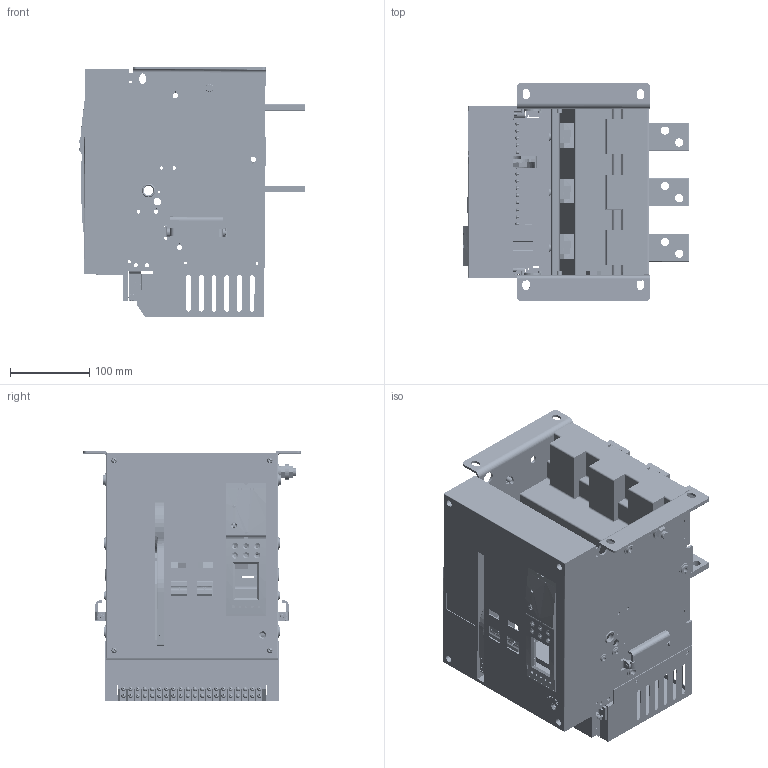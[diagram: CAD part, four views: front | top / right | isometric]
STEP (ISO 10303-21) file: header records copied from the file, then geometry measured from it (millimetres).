
FILE_DESCRIPTION((''),'2;1');
FILE_NAME('NA1-1000-3P-GUDINGSHI','2020-05-02T16:04:19',('fansz'),(''),'CREO PARAMETRIC BY PTC INC, 2018020','CREO PARAMETRIC BY PTC INC, 2018020','');
FILE_SCHEMA(('CONFIG_CONTROL_DESIGN'));
Products named in the file (1): NA1-1000-3P-GUDINGSHI
Bounding box: 283.94 x 274 x 315.87 mm (x, y, z)
Volume: 4017.4 mm3; surface area: 1206632.8 mm2
Topology: 1 solids, 138 shells, 8277 faces, 23465 edges, 15489 vertices
Faces by surface type: plane 5146, cylinder 2304, cone 293, torus 268, sphere 176, bspline 53, extrusion 37
Entity records: 282954 total; most frequent: CARTESIAN_POINT 66112, ORIENTED_EDGE 45789, DIRECTION 44440, EDGE_CURVE 23364, VERTEX_POINT 15489, AXIS2_PLACEMENT_3D 15260, VECTOR 13920, LINE 13883
